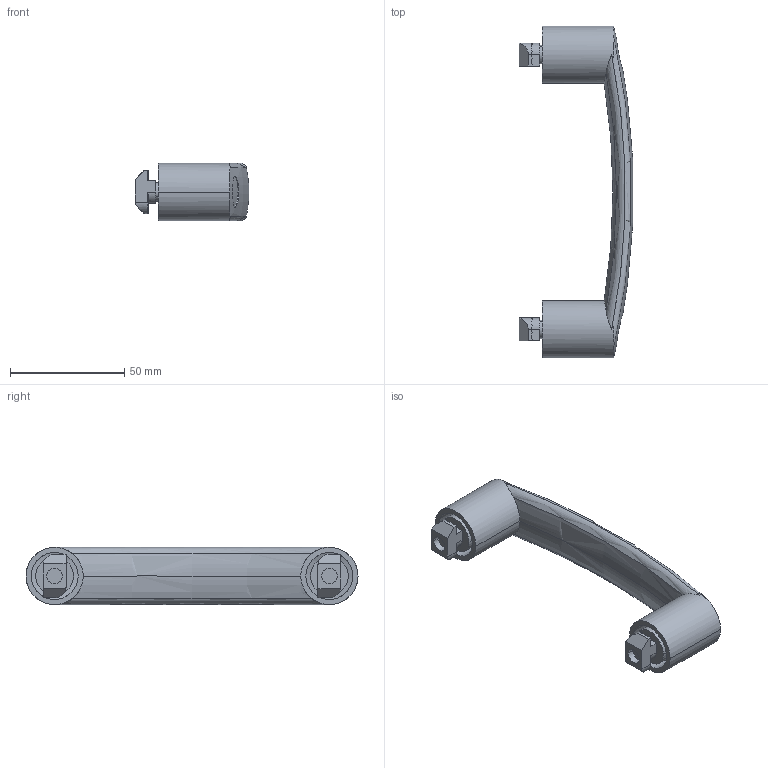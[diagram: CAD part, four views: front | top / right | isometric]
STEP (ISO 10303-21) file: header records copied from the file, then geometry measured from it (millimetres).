
FILE_DESCRIPTION (( 'STEP AP203' ), '1' );
FILE_NAME ('7.11.120.10.04.BE.ST.STEP', '2014-06-26T00:22:49', ( 'USER' ), ( 'Microsoft' ), 'SwSTEP 2.0', 'SolidWorks 2012', '' );
FILE_SCHEMA (( 'CONFIG_CONTROL_DESIGN' ));
Length unit declared in the file: millimetre
Products named in the file (1): 7.11.120.10.04.BE.ST
Bounding box: 49.69 x 145 x 25 mm (x, y, z)
Surface area: 21557.9 mm2 (no closed solid volume)
Topology: 0 solids, 11 shells, 115 faces, 401 edges, 292 vertices
Faces by surface type: plane 70, cylinder 32, torus 9, cone 4
Entity records: 4922 total; most frequent: CARTESIAN_POINT 1480, DIRECTION 690, ORIENTED_EDGE 670, EDGE_CURVE 401, VERTEX_POINT 292, AXIS2_PLACEMENT_3D 241, LINE 208, VECTOR 208
